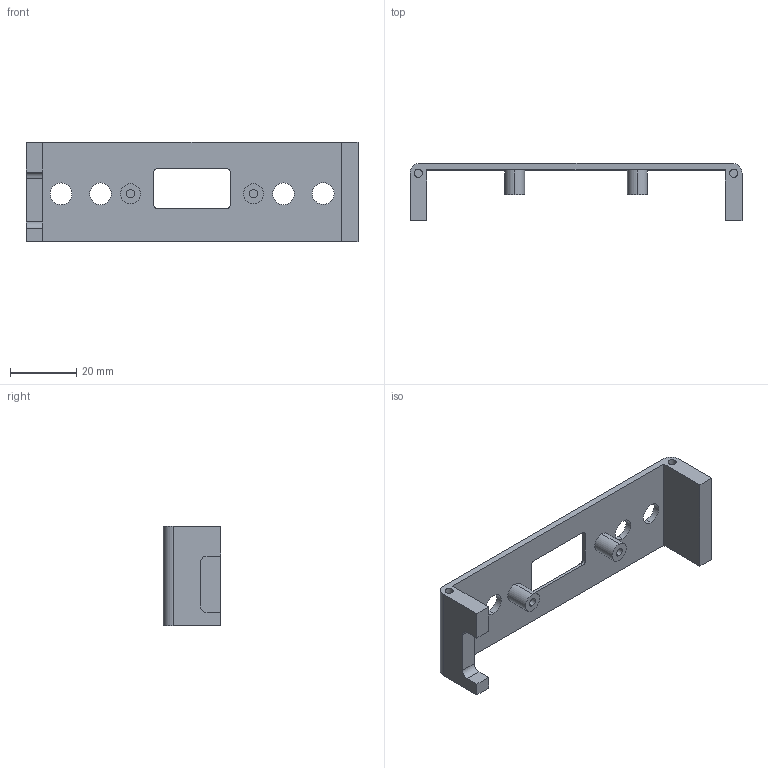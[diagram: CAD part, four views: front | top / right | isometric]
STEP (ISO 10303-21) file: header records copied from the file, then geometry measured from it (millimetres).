
FILE_DESCRIPTION (( 'STEP AP214' ), '1' );
FILE_NAME ('PCB cover plate.STEP', '2018-11-26T11:19:31', ( '' ), ( '' ), 'SwSTEP 2.0', 'SolidWorks 2016', '' );
FILE_SCHEMA (( 'AUTOMOTIVE_DESIGN' ));
Length unit declared in the file: millimetre
Products named in the file (1): PCB cover plate
Bounding box: 100 x 17.3 x 30 mm (x, y, z)
Volume: 9327.2 mm3; surface area: 8480.7 mm2
Topology: 1 solids, 1 shells, 66 faces, 160 edges, 104 vertices
Faces by surface type: cylinder 32, plane 30, cone 4
Entity records: 2541 total; most frequent: DIRECTION 362, CARTESIAN_POINT 331, ORIENTED_EDGE 320, EDGE_CURVE 160, AXIS2_PLACEMENT_3D 135, VERTEX_POINT 104, VECTOR 92, LINE 92
